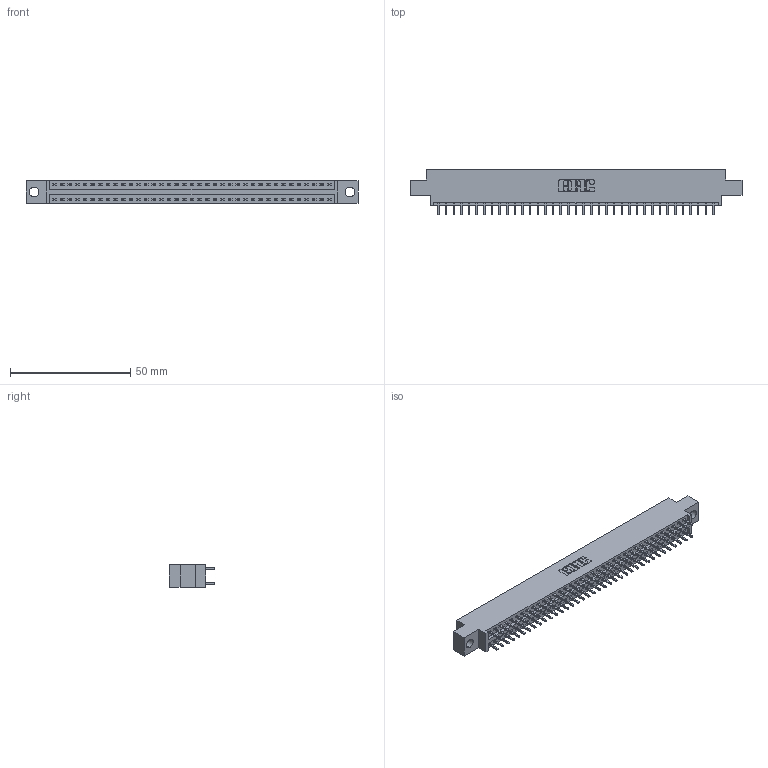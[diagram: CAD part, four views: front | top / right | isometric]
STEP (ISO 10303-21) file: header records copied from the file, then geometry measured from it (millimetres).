
FILE_DESCRIPTION (( 'STEP AP203' ), '1' );
FILE_NAME ('346-074-521-804.STEP', '2022-05-25T01:56:38', ( '' ), ( '' ), 'SwSTEP 2.0', 'SolidWorks 2020', '' );
FILE_SCHEMA (( 'CONFIG_CONTROL_DESIGN' ));
Length unit declared in the file: inch
Products named in the file (3): 345-292-001_345-293-121; 346-074-521-804; 346 Part_0.170 Offset - 0.156 Dia-TH
Assembly tree (75 placements, depth 2):
  346-074-521-804
    346 Part_0.170 Offset - 0.156 Dia-TH
    345-292-001_345-293-121  x74
Bounding box: 138.05 x 19.05 x 9.4 mm (x, y, z)
Volume: 13131.9 mm3; surface area: 17796.2 mm2
Topology: 75 solids, 75 shells, 3988 faces, 11847 edges, 7798 vertices
Faces by surface type: plane 2684, cylinder 1304
Entity records: 25389 total; most frequent: CARTESIAN_POINT 4198, ORIENTED_EDGE 4130, DIRECTION 3749, EDGE_CURVE 2065, LINE 1785, VECTOR 1785, VERTEX_POINT 1374, AXIS2_PLACEMENT_3D 982
